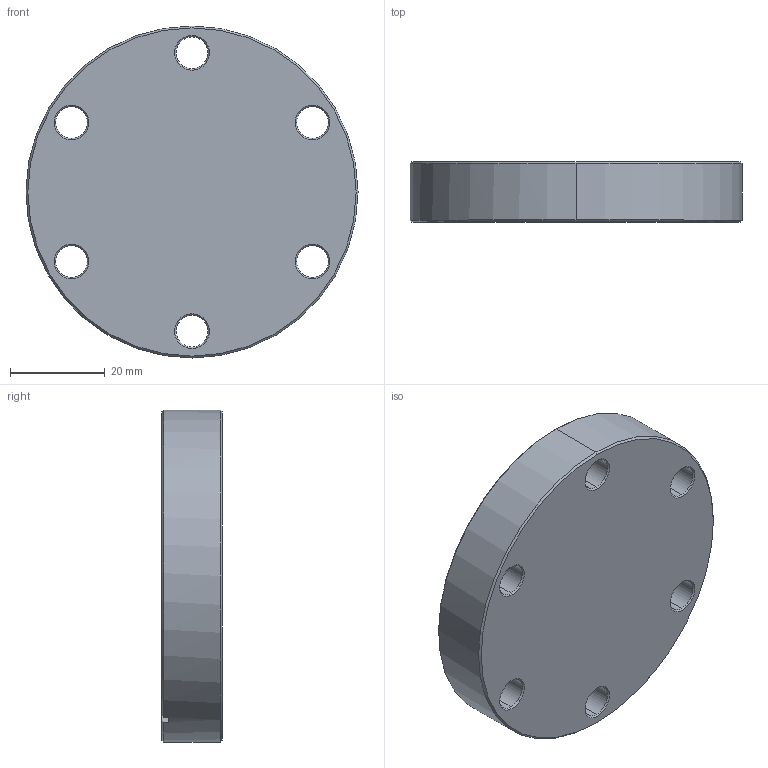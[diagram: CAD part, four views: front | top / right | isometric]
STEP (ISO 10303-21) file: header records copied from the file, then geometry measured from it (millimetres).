
FILE_DESCRIPTION (( 'STEP AP214' ), '1' );
FILE_NAME ('Hositrad_CF35-Blank.STEP', '2010-03-15T17:16:13', ( 'Hositrad' ), ( 'Hositrad' ), 'SwSTEP 2.0', 'SolidWorks 2010', '' );
FILE_SCHEMA (( 'AUTOMOTIVE_DESIGN' ));
Length unit declared in the file: millimetre
Products named in the file (1): Hositrad_CF35-Blank
Bounding box: 70 x 12.7 x 70 mm (x, y, z)
Volume: 43917.5 mm3; surface area: 11876.3 mm2
Topology: 1 solids, 1 shells, 58 faces, 134 edges, 78 vertices
Faces by surface type: cone 33, cylinder 17, plane 6, torus 2
Entity records: 1702 total; most frequent: DIRECTION 322, CARTESIAN_POINT 283, ORIENTED_EDGE 268, EDGE_CURVE 134, AXIS2_PLACEMENT_3D 133, VERTEX_POINT 78, CIRCLE 74, EDGE_LOOP 70
